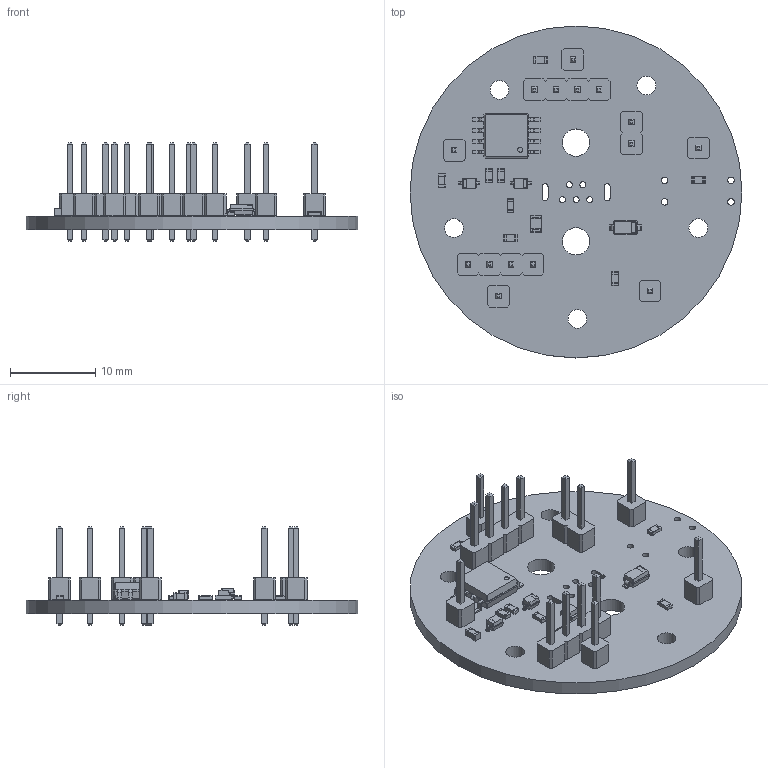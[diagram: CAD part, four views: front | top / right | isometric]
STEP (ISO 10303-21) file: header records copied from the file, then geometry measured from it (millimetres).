
FILE_DESCRIPTION(('KiCad electronic assembly'),'2;1');
FILE_NAME('MCU_Board.step','2022-09-10T03:18:33',('An Author'),( 'A Company'),'Open CASCADE STEP processor 6.9', 'KiCad to STEP converter','Unknown');
FILE_SCHEMA(('AUTOMOTIVE_DESIGN { 1 0 10303 214 1 1 1 1 }'));
Length unit declared in the file: millimetre
Products named in the file (20): Open CASCADE STEP translator 6.9 1; PinHeader_1x04_P2.54mm_Vertical; SOLID; PinHeader_1x02_P2.54mm_Vertical; SOIJ-8_5.3x5.3mm_P1.27mm; LED_0805_2012Metric; D_SOD-123; D_SOD-323; C_0603_1608Metric; PinHeader_1x01_P2.54mm_Vertical; R_0603_1608Metric; COMPOUND
Assembly tree (31 placements, depth 3):
  Open CASCADE STEP translator 6.9 1
    PinHeader_1x04_P2.54mm_Vertical  x2
      SOLID
    PinHeader_1x02_P2.54mm_Vertical
      SOLID
    SOIJ-8_5.3x5.3mm_P1.27mm
      SOLID
    LED_0805_2012Metric
      SOLID
    D_SOD-123
      SOLID
    D_SOD-323  x2
      SOLID
    C_0603_1608Metric
      SOLID
    PinHeader_1x01_P2.54mm_Vertical  x5
      SOLID
    R_0603_1608Metric  x7
      SOLID
    COMPOUND
Bounding box: 39 x 39 x 11.54 mm (x, y, z)
Volume: 2187.4 mm3; surface area: 3712 mm2
Topology: 22 solids, 22 shells, 1051 faces, 2590 edges, 1620 vertices
Faces by surface type: plane 772, cylinder 169, bspline 110
Full cylindrical faces by diameter (mm): 0.6 x1, 0.7 x5, 0.762 x4, 1 x15, 2.2 x5, 3.2 x2, 39 x1
Entity records: 42476 total; most frequent: CARTESIAN_POINT 7252, DIRECTION 5622, LINE 3892, VECTOR 3892, ORIENTED_EDGE 3064, PCURVE 3064, DEFINITIONAL_REPRESENTATION 3064, EDGE_CURVE 1532
